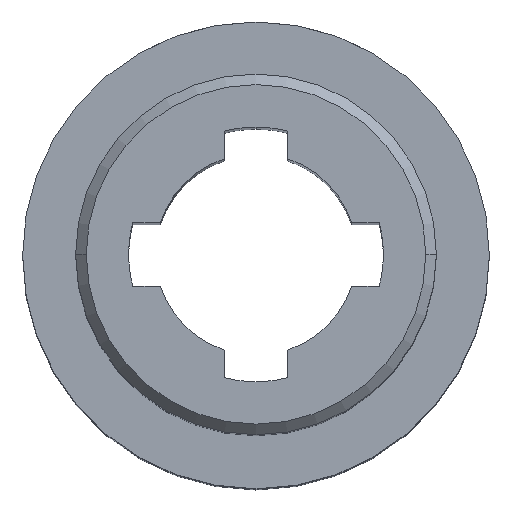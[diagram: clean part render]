
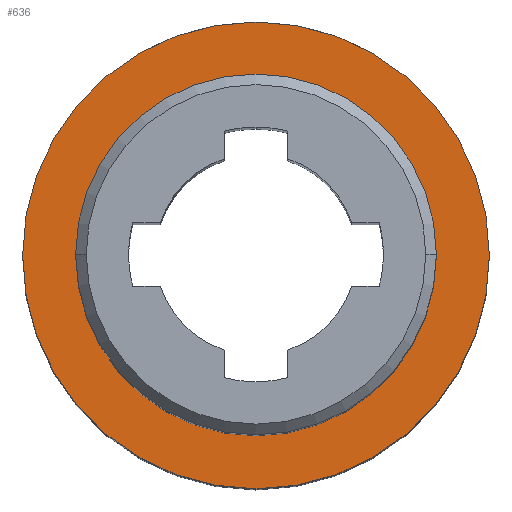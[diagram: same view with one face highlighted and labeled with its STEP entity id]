
A CAD part, top view. The second image highlights one B-rep face of the part: STEP entity #636.
In plain terms, the highlighted planar face has unit normal (0, 0, 1).
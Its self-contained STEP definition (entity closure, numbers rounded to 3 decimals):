
#595=CARTESIAN_POINT('Axis2P3D Location',(0.,0.,32.)) ;
#600=CARTESIAN_POINT('Axis2P3D Location',(0.,0.,32.)) ;
#604=CARTESIAN_POINT('Vertex',(11.,0.,32.)) ;
#606=CARTESIAN_POINT('Vertex',(-11.,0.,32.)) ;
#609=CARTESIAN_POINT('Axis2P3D Location',(0.,0.,32.)) ;
#618=CARTESIAN_POINT('Axis2P3D Location',(0.,0.,32.)) ;
#622=CARTESIAN_POINT('Vertex',(8.5,0.,32.)) ;
#624=CARTESIAN_POINT('Vertex',(-8.5,0.,32.)) ;
#627=CARTESIAN_POINT('Axis2P3D Location',(0.,0.,32.)) ;
#596=DIRECTION('Axis2P3D Direction',(0.,0.,1.)) ;
#597=DIRECTION('Axis2P3D XDirection',(1.,0.,0.)) ;
#601=DIRECTION('Axis2P3D Direction',(0.,0.,1.)) ;
#610=DIRECTION('Axis2P3D Direction',(0.,0.,1.)) ;
#619=DIRECTION('Axis2P3D Direction',(0.,0.,1.)) ;
#628=DIRECTION('Axis2P3D Direction',(0.,0.,1.)) ;
#598=AXIS2_PLACEMENT_3D('Plane Axis2P3D',#595,#596,#597) ;
#602=AXIS2_PLACEMENT_3D('Circle Axis2P3D',#600,#601,$) ;
#611=AXIS2_PLACEMENT_3D('Circle Axis2P3D',#609,#610,$) ;
#620=AXIS2_PLACEMENT_3D('Circle Axis2P3D',#618,#619,$) ;
#629=AXIS2_PLACEMENT_3D('Circle Axis2P3D',#627,#628,$) ;
#615=ORIENTED_EDGE('',*,*,#608,.T.) ;
#616=ORIENTED_EDGE('',*,*,#613,.T.) ;
#633=ORIENTED_EDGE('',*,*,#626,.F.) ;
#634=ORIENTED_EDGE('',*,*,#631,.F.) ;
#635=FACE_BOUND('',#632,.T.) ;
#636=ADVANCED_FACE('Corps principal',(#617,#635),#599,.T.) ;
#603=CIRCLE('generated circle',#602,11.) ;
#612=CIRCLE('generated circle',#611,11.) ;
#621=CIRCLE('generated circle',#620,8.5) ;
#630=CIRCLE('generated circle',#629,8.5) ;
#608=EDGE_CURVE('',#605,#607,#603,.T.) ;
#613=EDGE_CURVE('',#607,#605,#612,.T.) ;
#626=EDGE_CURVE('',#623,#625,#621,.T.) ;
#631=EDGE_CURVE('',#625,#623,#630,.T.) ;
#614=EDGE_LOOP('',(#615,#616)) ;
#632=EDGE_LOOP('',(#633,#634)) ;
#617=FACE_OUTER_BOUND('',#614,.T.) ;
#599=PLANE('Plane',#598) ;
#605=VERTEX_POINT('',#604) ;
#607=VERTEX_POINT('',#606) ;
#623=VERTEX_POINT('',#622) ;
#625=VERTEX_POINT('',#624) ;
